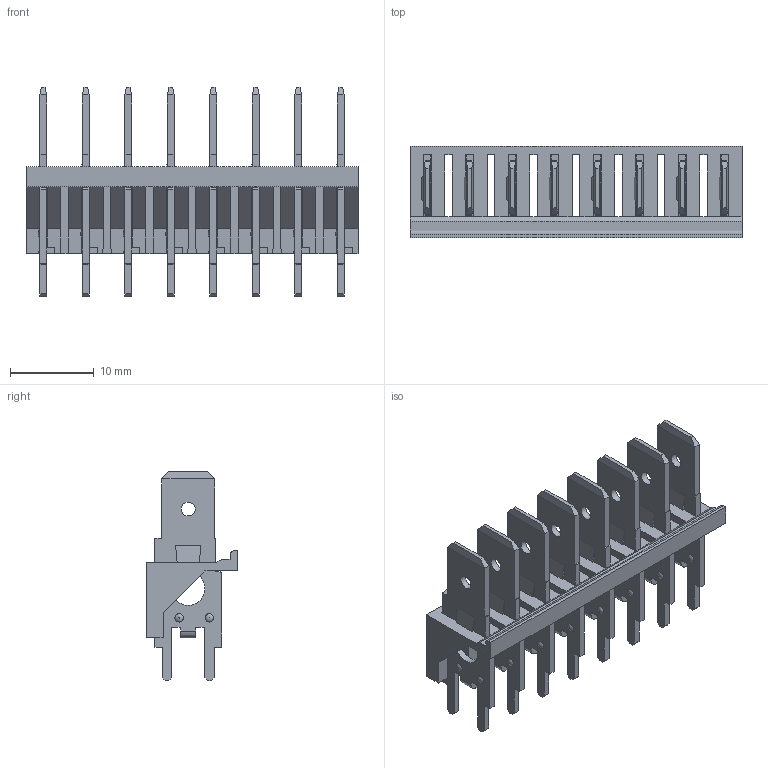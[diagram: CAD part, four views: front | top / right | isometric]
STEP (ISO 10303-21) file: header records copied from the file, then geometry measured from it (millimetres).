
FILE_DESCRIPTION(/* description */ ('Unknown'),/* implementation_level */ '2;1');
FILE_NAME(/* name */ 'J_Wurth_WR-FAST_638263222008',/* time_stamp */ '2025-06-19T11:04:36+08:00',/* author */ ('Unknown'),/* organization */ ('Unknown'),/* preprocessor_version */ 'ST-DEVELOPER v19.4',/* originating_system */ 'Solid Edge',/* authorisation */ 'Unknown');
FILE_SCHEMA (('AUTOMOTIVE_DESIGN {1 0 10303 214 3 1 1}'));
Length unit declared in the file: millimetre
Products named in the file (2): J_Wurth_WR-FAST_638263222008
Assembly tree (1 placements, depth 2):
  J_Wurth_WR-FAST_638263222008
    J_Wurth_WR-FAST_638263222008
Bounding box: 39.68 x 10.9 x 25 mm (x, y, z)
Volume: 2139.3 mm3; surface area: 5193.9 mm2
Topology: 9 solids, 9 shells, 606 faces, 1744 edges, 1126 vertices
Faces by surface type: plane 437, cylinder 121, cone 32, torus 16
Full cylindrical faces by diameter (mm): 1.65 x8, 4 x8
Entity records: 19312 total; most frequent: CARTESIAN_POINT 3382, ORIENTED_EDGE 3328, DIRECTION 3154, EDGE_CURVE 1664, LINE 1390, VECTOR 1390, VERTEX_POINT 1110, AXIS2_PLACEMENT_3D 882
